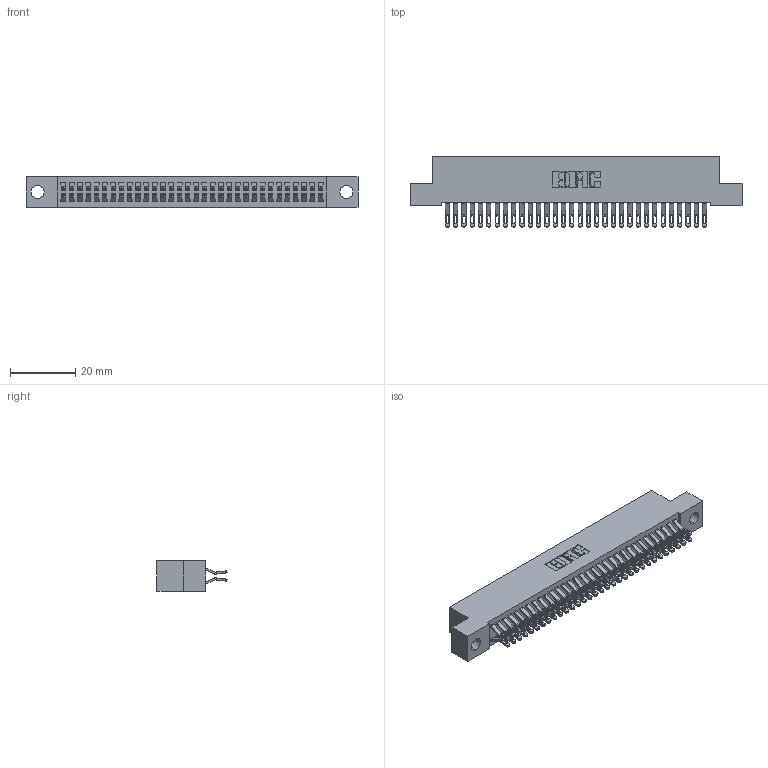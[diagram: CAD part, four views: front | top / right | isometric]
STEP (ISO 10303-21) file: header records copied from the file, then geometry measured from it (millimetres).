
FILE_DESCRIPTION (( 'STEP AP203' ), '1' );
FILE_NAME ('342-064-555-204.STEP', '2019-10-03T14:31:35', ( '' ), ( '' ), 'SwSTEP 2.0', 'SolidWorks 2016', '' );
FILE_SCHEMA (( 'CONFIG_CONTROL_DESIGN' ));
Length unit declared in the file: inch
Products named in the file (3): 342 Part_.156 TH; 345-292-001_555 Tail; 342-064-555-204
Assembly tree (65 placements, depth 2):
  342-064-555-204
    342 Part_.156 TH
    345-292-001_555 Tail  x64
Bounding box: 101.6 x 21.47 x 9.4 mm (x, y, z)
Volume: 9172.2 mm3; surface area: 15127.1 mm2
Topology: 65 solids, 65 shells, 3822 faces, 12011 edges, 8006 vertices
Faces by surface type: plane 2242, cylinder 1580
Entity records: 22077 total; most frequent: CARTESIAN_POINT 3704, ORIENTED_EDGE 3610, DIRECTION 3153, EDGE_CURVE 1805, LINE 1657, VECTOR 1657, VERTEX_POINT 1202, AXIS2_PLACEMENT_3D 748
